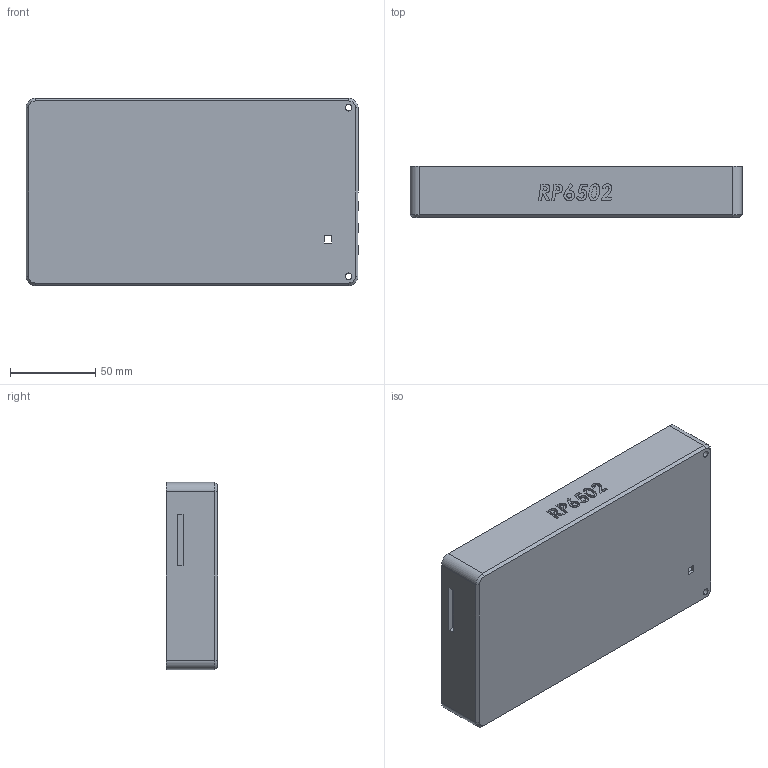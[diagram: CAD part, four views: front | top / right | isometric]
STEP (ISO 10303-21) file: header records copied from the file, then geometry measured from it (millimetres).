
FILE_DESCRIPTION (( 'STEP AP214' ), '1' );
FILE_NAME ('base_bottom_w_debug_ports.STEP', '2023-11-08T15:48:37', ( '' ), ( '' ), '', '', '' );
FILE_SCHEMA (( 'AUTOMOTIVE_DESIGN' ));
Length unit declared in the file: millimetre
Products named in the file (1): base_bottom_w_debug_ports
Bounding box: 195 x 30 x 110 mm (x, y, z)
Volume: 90059.5 mm3; surface area: 79611.3 mm2
Topology: 1 solids, 1 shells, 282 faces, 724 edges, 472 vertices
Faces by surface type: plane 171, cylinder 58, bspline 47, cone 6
Entity records: 11085 total; most frequent: CARTESIAN_POINT 4350, ORIENTED_EDGE 1448, DIRECTION 1230, EDGE_CURVE 724, LINE 502, VECTOR 502, VERTEX_POINT 472, AXIS2_PLACEMENT_3D 364
